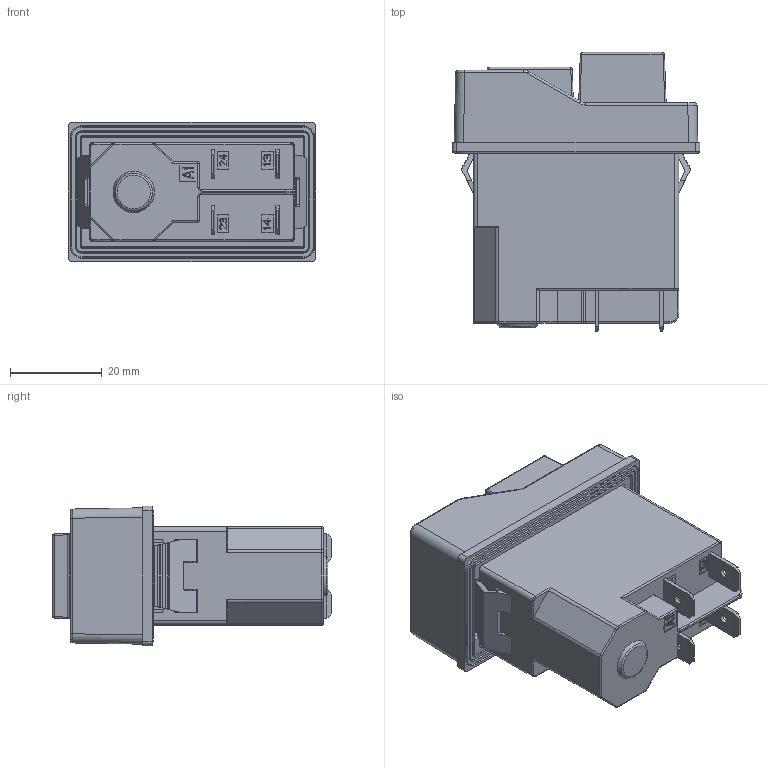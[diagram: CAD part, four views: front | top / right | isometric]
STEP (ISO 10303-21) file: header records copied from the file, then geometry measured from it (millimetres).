
FILE_DESCRIPTION(/* description */ (''),/* implementation_level */ '2;1');
FILE_NAME(/* name */ 'KJE3221xxx1.stp',/* time_stamp */ '2024-12-18T13:17:06-06:00',/* author */ ('jsteinblock'),/* organization */ (''),/* preprocessor_version */ 'ST-DEVELOPER v20',/* originating_system */ 'Autodesk Inventor 2022',/* authorisation */ '');
FILE_SCHEMA (('AUTOMOTIVE_DESIGN { 1 0 10303 214 3 1 1 }'));
Products named in the file (1): KJE3221xxx1
Bounding box: 54 x 60.8 x 30.4 mm (x, y, z)
Volume: 27043.8 mm3; surface area: 41611.2 mm2
Topology: 1 solids, 8 shells, 4831 faces, 13697 edges, 8927 vertices
Faces by surface type: plane 4290, cylinder 400, cone 55, torus 48, bspline 20, sphere 18
Full cylindrical faces by diameter (mm): 1.5 x1, 1.8 x4, 4.2 x1, 6.8 x1, 7 x2, 9 x1, 9.2 x1, 11.6 x1
Entity records: 155092 total; most frequent: CARTESIAN_POINT 29102, ORIENTED_EDGE 27394, DIRECTION 24175, EDGE_CURVE 13697, LINE 12619, VECTOR 12619, VERTEX_POINT 8927, AXIS2_PLACEMENT_3D 5778
